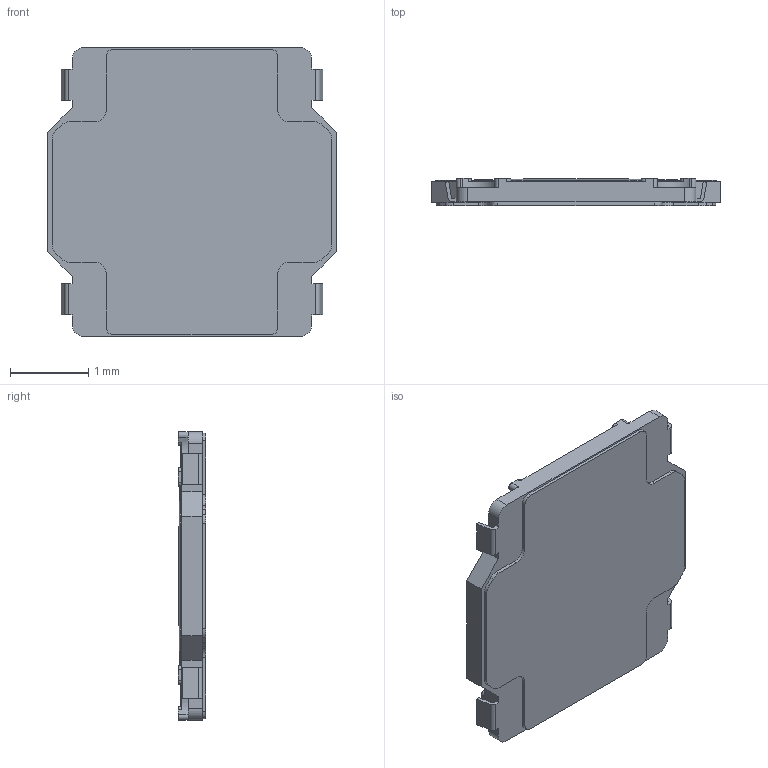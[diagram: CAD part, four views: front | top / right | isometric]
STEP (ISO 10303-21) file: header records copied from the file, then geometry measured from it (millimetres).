
FILE_DESCRIPTION (( 'STEP AP214' ), '1' );
FILE_NAME ('SKRWAE.STEP', '2024-06-20T02:37:07', ( '' ), ( '' ), 'SwSTEP 2.0', 'SolidWorks 2020', '' );
FILE_SCHEMA (( 'AUTOMOTIVE_DESIGN' ));
Length unit declared in the file: centimetre
Products named in the file (1): SKRWAE
Bounding box: 3.7 x 0.35 x 3.7 mm (x, y, z)
Volume: 4 mm3; surface area: 30.8 mm2
Topology: 1 solids, 1 shells, 164 faces, 474 edges, 314 vertices
Faces by surface type: plane 91, cylinder 72, bspline 1
Entity records: 6150 total; most frequent: CARTESIAN_POINT 1042, DIRECTION 960, ORIENTED_EDGE 948, EDGE_CURVE 474, AXIS2_PLACEMENT_3D 324, VERTEX_POINT 314, VECTOR 312, LINE 312
